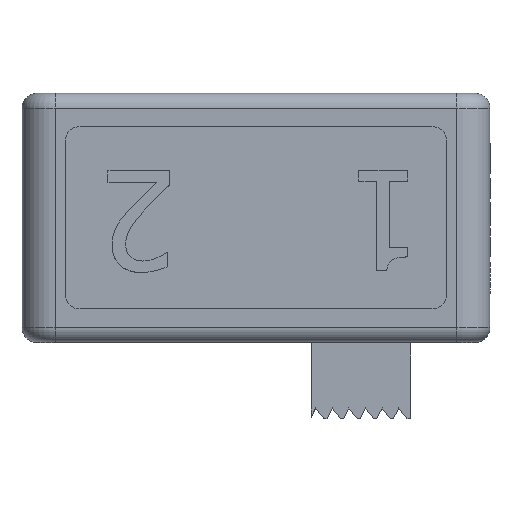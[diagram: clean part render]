
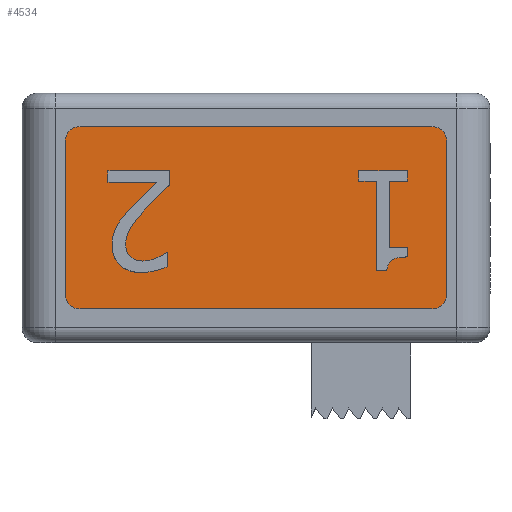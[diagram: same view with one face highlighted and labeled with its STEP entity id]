
A CAD part, top view. The second image highlights one B-rep face of the part: STEP entity #4534.
In plain terms, the highlighted planar face has unit normal (0, 0, 1).
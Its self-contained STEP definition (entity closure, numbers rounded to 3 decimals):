
#212=PLANE('',#4845);
#412=FACE_OUTER_BOUND('',#676,.T.);
#676=EDGE_LOOP('',(#3316,#3317,#3318,#3319,#3320,#3321,#3322,#3323));
#990=LINE('',#6546,#1511);
#993=LINE('',#6557,#1514);
#997=LINE('',#6569,#1518);
#1000=LINE('',#6578,#1521);
#1511=VECTOR('',#5306,10.6);
#1514=VECTOR('',#5317,4.6);
#1518=VECTOR('',#5329,10.6);
#1521=VECTOR('',#5340,4.6);
#1985=CIRCLE('',#4830,0.45);
#1987=CIRCLE('',#4834,0.45);
#1989=CIRCLE('',#4838,0.45);
#1991=CIRCLE('',#4842,0.45);
#2116=VERTEX_POINT('',#6533);
#2117=VERTEX_POINT('',#6534);
#2121=VERTEX_POINT('',#6544);
#2122=VERTEX_POINT('',#6548);
#2123=VERTEX_POINT('',#6549);
#2126=VERTEX_POINT('',#6560);
#2127=VERTEX_POINT('',#6561);
#2130=VERTEX_POINT('',#6572);
#2576=EDGE_CURVE('',#2116,#2117,#1985,.T.);
#2582=EDGE_CURVE('',#2121,#2117,#990,.T.);
#2583=EDGE_CURVE('',#2122,#2123,#1987,.T.);
#2587=EDGE_CURVE('',#2116,#2123,#993,.T.);
#2589=EDGE_CURVE('',#2126,#2127,#1989,.T.);
#2593=EDGE_CURVE('',#2122,#2127,#997,.T.);
#2595=EDGE_CURVE('',#2121,#2130,#1991,.T.);
#2598=EDGE_CURVE('',#2126,#2130,#1000,.T.);
#3316=ORIENTED_EDGE('',*,*,#2576,.T.);
#3317=ORIENTED_EDGE('',*,*,#2582,.F.);
#3318=ORIENTED_EDGE('',*,*,#2595,.T.);
#3319=ORIENTED_EDGE('',*,*,#2598,.F.);
#3320=ORIENTED_EDGE('',*,*,#2589,.T.);
#3321=ORIENTED_EDGE('',*,*,#2593,.F.);
#3322=ORIENTED_EDGE('',*,*,#2583,.T.);
#3323=ORIENTED_EDGE('',*,*,#2587,.F.);
#4534=ADVANCED_FACE('',(#412),#212,.F.);
#4830=AXIS2_PLACEMENT_3D('',#6535,#5296,#5297);
#4834=AXIS2_PLACEMENT_3D('',#6550,#5309,#5310);
#4838=AXIS2_PLACEMENT_3D('',#6562,#5321,#5322);
#4842=AXIS2_PLACEMENT_3D('',#6573,#5333,#5334);
#4845=AXIS2_PLACEMENT_3D('',#6580,#5342,#5343);
#5296=DIRECTION('center_axis',(0.,0.,1.));
#5297=DIRECTION('ref_axis',(0.707,0.707,0.));
#5306=DIRECTION('',(1.,0.,0.));
#5309=DIRECTION('center_axis',(0.,0.,1.));
#5310=DIRECTION('ref_axis',(0.707,-0.707,0.));
#5317=DIRECTION('',(0.,-1.,0.));
#5321=DIRECTION('center_axis',(0.,0.,1.));
#5322=DIRECTION('ref_axis',(-0.707,-0.707,0.));
#5329=DIRECTION('',(-1.,0.,0.));
#5333=DIRECTION('center_axis',(0.,0.,1.));
#5334=DIRECTION('ref_axis',(-0.707,0.707,0.));
#5340=DIRECTION('',(0.,1.,0.));
#5342=DIRECTION('center_axis',(0.,0.,-1.));
#5343=DIRECTION('ref_axis',(-1.,0.,0.));
#6533=CARTESIAN_POINT('',(5.75,2.3,7.9));
#6534=CARTESIAN_POINT('',(5.3,2.75,7.9));
#6535=CARTESIAN_POINT('Origin',(5.3,2.3,7.9));
#6544=CARTESIAN_POINT('',(-5.3,2.75,7.9));
#6546=CARTESIAN_POINT('',(-5.75,2.75,7.9));
#6548=CARTESIAN_POINT('',(5.3,-2.75,7.9));
#6549=CARTESIAN_POINT('',(5.75,-2.3,7.9));
#6550=CARTESIAN_POINT('Origin',(5.3,-2.3,7.9));
#6557=CARTESIAN_POINT('',(5.75,2.75,7.9));
#6560=CARTESIAN_POINT('',(-5.75,-2.3,7.9));
#6561=CARTESIAN_POINT('',(-5.3,-2.75,7.9));
#6562=CARTESIAN_POINT('Origin',(-5.3,-2.3,7.9));
#6569=CARTESIAN_POINT('',(5.75,-2.75,7.9));
#6572=CARTESIAN_POINT('',(-5.75,2.3,7.9));
#6573=CARTESIAN_POINT('Origin',(-5.3,2.3,7.9));
#6578=CARTESIAN_POINT('',(-5.75,-2.75,7.9));
#6580=CARTESIAN_POINT('Origin',(0.,0.,7.9));
